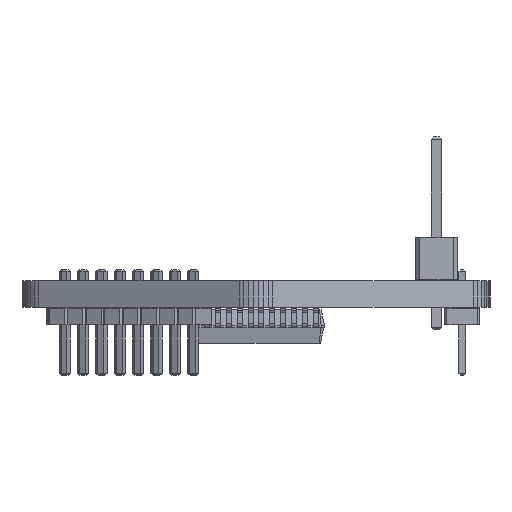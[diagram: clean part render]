
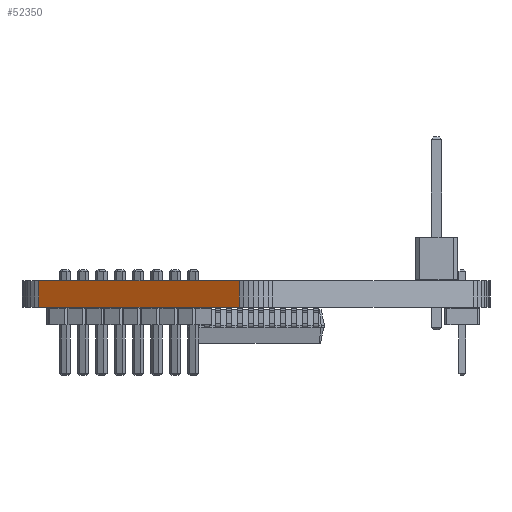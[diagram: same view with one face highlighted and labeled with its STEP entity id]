
A CAD part, left-side view. The second image highlights one B-rep face of the part: STEP entity #52350.
In plain terms, the highlighted planar face has unit normal (-0.866, 0.5, 0).
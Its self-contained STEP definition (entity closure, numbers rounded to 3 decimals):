
#49034 = PLANE('',#49035);
#49035 = AXIS2_PLACEMENT_3D('',#49036,#49037,#49038);
#49036 = CARTESIAN_POINT('',(152.4,-90.17,1.6));
#49037 = DIRECTION('',(-0.,-0.,-1.));
#49038 = DIRECTION('',(-1.,0.,0.));
#49088 = PLANE('',#49089);
#49089 = AXIS2_PLACEMENT_3D('',#49090,#49091,#49092);
#49090 = CARTESIAN_POINT('',(152.4,-90.17,0.));
#49091 = DIRECTION('',(-0.,-0.,-1.));
#49092 = DIRECTION('',(-1.,0.,0.));
#50233 = VERTEX_POINT('',#50234);
#50234 = CARTESIAN_POINT('',(136.812,-89.17,0.));
#50248 = PLANE('',#50249);
#50249 = AXIS2_PLACEMENT_3D('',#50250,#50251,#50252);
#50250 = CARTESIAN_POINT('',(136.682,-89.439,0.));
#50251 = DIRECTION('',(-0.901,0.434,0.));
#50252 = DIRECTION('',(0.434,0.901,0.));
#50260 = EDGE_CURVE('',#50233,#50261,#50263,.T.);
#50261 = VERTEX_POINT('',#50262);
#50262 = CARTESIAN_POINT('',(143.74,-77.17,0.));
#50263 = SURFACE_CURVE('',#50264,(#50268,#50275),.PCURVE_S1.);
#50264 = LINE('',#50265,#50266);
#50265 = CARTESIAN_POINT('',(136.812,-89.17,0.));
#50266 = VECTOR('',#50267,1.);
#50267 = DIRECTION('',(0.5,0.866,0.));
#50268 = PCURVE('',#49088,#50269);
#50269 = DEFINITIONAL_REPRESENTATION('',(#50270),#50274);
#50270 = LINE('',#50271,#50272);
#50271 = CARTESIAN_POINT('',(15.588,1.));
#50272 = VECTOR('',#50273,1.);
#50273 = DIRECTION('',(-0.5,0.866));
#50274 = ( GEOMETRIC_REPRESENTATION_CONTEXT(2) 
PARAMETRIC_REPRESENTATION_CONTEXT() REPRESENTATION_CONTEXT('2D SPACE',''
  ) );
#50275 = PCURVE('',#50276,#50281);
#50276 = PLANE('',#50277);
#50277 = AXIS2_PLACEMENT_3D('',#50278,#50279,#50280);
#50278 = CARTESIAN_POINT('',(136.812,-89.17,0.));
#50279 = DIRECTION('',(-0.866,0.5,0.));
#50280 = DIRECTION('',(0.5,0.866,0.));
#50281 = DEFINITIONAL_REPRESENTATION('',(#50282),#50286);
#50282 = LINE('',#50283,#50284);
#50283 = CARTESIAN_POINT('',(0.,0.));
#50284 = VECTOR('',#50285,1.);
#50285 = DIRECTION('',(1.,0.));
#50286 = ( GEOMETRIC_REPRESENTATION_CONTEXT(2) 
PARAMETRIC_REPRESENTATION_CONTEXT() REPRESENTATION_CONTEXT('2D SPACE',''
  ) );
#50304 = PLANE('',#50305);
#50305 = AXIS2_PLACEMENT_3D('',#50306,#50307,#50308);
#50306 = CARTESIAN_POINT('',(143.74,-77.17,0.));
#50307 = DIRECTION('',(-0.826,0.563,0.));
#50308 = DIRECTION('',(0.563,0.826,0.));
#51519 = VERTEX_POINT('',#51520);
#51520 = CARTESIAN_POINT('',(136.812,-89.17,1.6));
#51541 = EDGE_CURVE('',#51519,#51542,#51544,.T.);
#51542 = VERTEX_POINT('',#51543);
#51543 = CARTESIAN_POINT('',(143.74,-77.17,1.6));
#51544 = SURFACE_CURVE('',#51545,(#51549,#51556),.PCURVE_S1.);
#51545 = LINE('',#51546,#51547);
#51546 = CARTESIAN_POINT('',(136.812,-89.17,1.6));
#51547 = VECTOR('',#51548,1.);
#51548 = DIRECTION('',(0.5,0.866,0.));
#51549 = PCURVE('',#49034,#51550);
#51550 = DEFINITIONAL_REPRESENTATION('',(#51551),#51555);
#51551 = LINE('',#51552,#51553);
#51552 = CARTESIAN_POINT('',(15.588,1.));
#51553 = VECTOR('',#51554,1.);
#51554 = DIRECTION('',(-0.5,0.866));
#51555 = ( GEOMETRIC_REPRESENTATION_CONTEXT(2) 
PARAMETRIC_REPRESENTATION_CONTEXT() REPRESENTATION_CONTEXT('2D SPACE',''
  ) );
#51556 = PCURVE('',#50276,#51557);
#51557 = DEFINITIONAL_REPRESENTATION('',(#51558),#51562);
#51558 = LINE('',#51559,#51560);
#51559 = CARTESIAN_POINT('',(0.,-1.6));
#51560 = VECTOR('',#51561,1.);
#51561 = DIRECTION('',(1.,0.));
#51562 = ( GEOMETRIC_REPRESENTATION_CONTEXT(2) 
PARAMETRIC_REPRESENTATION_CONTEXT() REPRESENTATION_CONTEXT('2D SPACE',''
  ) );
#52300 = EDGE_CURVE('',#50261,#51542,#52301,.T.);
#52301 = SURFACE_CURVE('',#52302,(#52306,#52313),.PCURVE_S1.);
#52302 = LINE('',#52303,#52304);
#52303 = CARTESIAN_POINT('',(143.74,-77.17,0.));
#52304 = VECTOR('',#52305,1.);
#52305 = DIRECTION('',(0.,0.,1.));
#52306 = PCURVE('',#50304,#52307);
#52307 = DEFINITIONAL_REPRESENTATION('',(#52308),#52312);
#52308 = LINE('',#52309,#52310);
#52309 = CARTESIAN_POINT('',(0.,0.));
#52310 = VECTOR('',#52311,1.);
#52311 = DIRECTION('',(0.,-1.));
#52312 = ( GEOMETRIC_REPRESENTATION_CONTEXT(2) 
PARAMETRIC_REPRESENTATION_CONTEXT() REPRESENTATION_CONTEXT('2D SPACE',''
  ) );
#52313 = PCURVE('',#50276,#52314);
#52314 = DEFINITIONAL_REPRESENTATION('',(#52315),#52319);
#52315 = LINE('',#52316,#52317);
#52316 = CARTESIAN_POINT('',(13.856,0.));
#52317 = VECTOR('',#52318,1.);
#52318 = DIRECTION('',(0.,-1.));
#52319 = ( GEOMETRIC_REPRESENTATION_CONTEXT(2) 
PARAMETRIC_REPRESENTATION_CONTEXT() REPRESENTATION_CONTEXT('2D SPACE',''
  ) );
#52350 = ADVANCED_FACE('',(#52351),#50276,.T.);
#52351 = FACE_BOUND('',#52352,.T.);
#52352 = EDGE_LOOP('',(#52353,#52374,#52375,#52376));
#52353 = ORIENTED_EDGE('',*,*,#52354,.T.);
#52354 = EDGE_CURVE('',#50233,#51519,#52355,.T.);
#52355 = SURFACE_CURVE('',#52356,(#52360,#52367),.PCURVE_S1.);
#52356 = LINE('',#52357,#52358);
#52357 = CARTESIAN_POINT('',(136.812,-89.17,0.));
#52358 = VECTOR('',#52359,1.);
#52359 = DIRECTION('',(0.,0.,1.));
#52360 = PCURVE('',#50276,#52361);
#52361 = DEFINITIONAL_REPRESENTATION('',(#52362),#52366);
#52362 = LINE('',#52363,#52364);
#52363 = CARTESIAN_POINT('',(0.,0.));
#52364 = VECTOR('',#52365,1.);
#52365 = DIRECTION('',(0.,-1.));
#52366 = ( GEOMETRIC_REPRESENTATION_CONTEXT(2) 
PARAMETRIC_REPRESENTATION_CONTEXT() REPRESENTATION_CONTEXT('2D SPACE',''
  ) );
#52367 = PCURVE('',#50248,#52368);
#52368 = DEFINITIONAL_REPRESENTATION('',(#52369),#52373);
#52369 = LINE('',#52370,#52371);
#52370 = CARTESIAN_POINT('',(0.299,0.));
#52371 = VECTOR('',#52372,1.);
#52372 = DIRECTION('',(0.,-1.));
#52373 = ( GEOMETRIC_REPRESENTATION_CONTEXT(2) 
PARAMETRIC_REPRESENTATION_CONTEXT() REPRESENTATION_CONTEXT('2D SPACE',''
  ) );
#52374 = ORIENTED_EDGE('',*,*,#51541,.T.);
#52375 = ORIENTED_EDGE('',*,*,#52300,.F.);
#52376 = ORIENTED_EDGE('',*,*,#50260,.F.);
